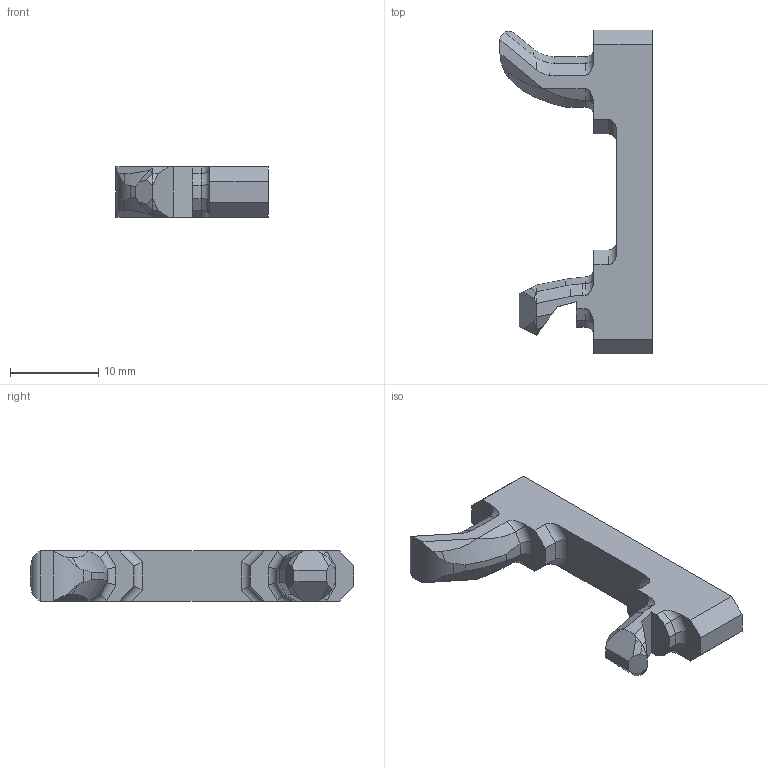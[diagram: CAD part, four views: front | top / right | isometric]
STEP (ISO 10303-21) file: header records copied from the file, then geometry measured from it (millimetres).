
FILE_DESCRIPTION(/* description */ (''),/* implementation_level */ '2;1');
FILE_NAME(/* name */ 'Peg Click (U) v6.step',/* time_stamp */ '2024-01-19T11:05:54Z',/* author */ (''),/* organization */ (''),/* preprocessor_version */ 'ST-DEVELOPER v20',/* originating_system */ 'Autodesk Translation Framework v12.14.0.127',/* authorisation */ '');
FILE_SCHEMA (('AUTOMOTIVE_DESIGN { 1 0 10303 214 3 1 1 }'));
Length unit declared in the file: millimetre
Products named in the file (2): Peg Click  (U); Peg Click
Assembly tree (1 placements, depth 2):
  Peg Click  (U)
    Peg Click
Bounding box: 17.28 x 36.8 x 5.7 mm (x, y, z)
Volume: 1571.6 mm3; surface area: 1221.6 mm2
Topology: 1 solids, 1 shells, 118 faces, 320 edges, 204 vertices
Faces by surface type: plane 77, cylinder 40, bspline 1
Entity records: 3771 total; most frequent: CARTESIAN_POINT 730, ORIENTED_EDGE 640, DIRECTION 614, EDGE_CURVE 320, LINE 230, VECTOR 230, VERTEX_POINT 204, AXIS2_PLACEMENT_3D 192
